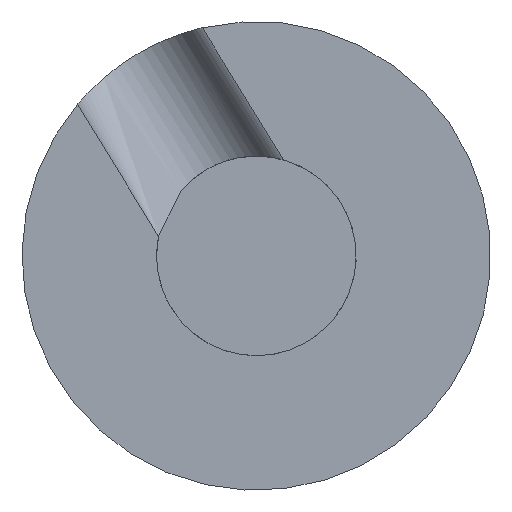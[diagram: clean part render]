
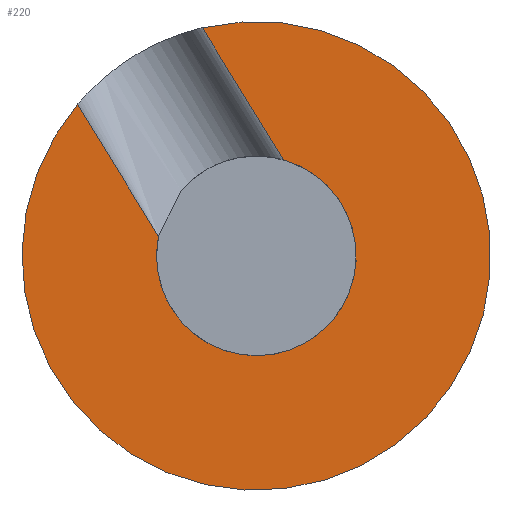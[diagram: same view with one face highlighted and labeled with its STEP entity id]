
A CAD part, left-side view. The second image highlights one B-rep face of the part: STEP entity #220.
In plain terms, the highlighted planar face has unit normal (-1, 0, 0).
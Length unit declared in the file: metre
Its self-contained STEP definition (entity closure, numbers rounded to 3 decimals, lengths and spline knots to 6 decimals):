
#24=PLANE('',#250);
#44=LINE('',#383,#60);
#45=LINE('',#384,#61);
#60=VECTOR('',#296,1.);
#61=VECTOR('',#297,1.);
#99=ORIENTED_EDGE('',*,*,#141,.T.);
#100=ORIENTED_EDGE('',*,*,#142,.F.);
#101=ORIENTED_EDGE('',*,*,#127,.F.);
#102=ORIENTED_EDGE('',*,*,#143,.T.);
#127=EDGE_CURVE('',#155,#156,#171,.T.);
#141=EDGE_CURVE('',#165,#166,#174,.T.);
#142=EDGE_CURVE('',#156,#166,#44,.T.);
#143=EDGE_CURVE('',#155,#165,#45,.T.);
#155=VERTEX_POINT('',#335);
#156=VERTEX_POINT('',#336);
#165=VERTEX_POINT('',#381);
#166=VERTEX_POINT('',#382);
#171=CIRCLE('',#241,0.003175);
#174=CIRCLE('',#251,0.001353);
#185=EDGE_LOOP('',(#99,#100,#101,#102));
#201=FACE_BOUND('',#185,.T.);
#220=ADVANCED_FACE('',(#201),#24,.F.);
#241=AXIS2_PLACEMENT_3D('',#334,#266,#267);
#250=AXIS2_PLACEMENT_3D('',#379,#292,#293);
#251=AXIS2_PLACEMENT_3D('',#380,#294,#295);
#266=DIRECTION('',(1.,0.,0.));
#267=DIRECTION('',(0.,0.,-1.));
#292=DIRECTION('',(1.,0.,0.));
#293=DIRECTION('',(0.,-1.,0.));
#294=DIRECTION('',(1.,0.,0.));
#295=DIRECTION('',(0.,0.,-1.));
#296=DIRECTION('',(0.,-0.523,-0.853));
#297=DIRECTION('',(0.,-0.523,-0.853));
#334=CARTESIAN_POINT('',(-0.018617,0.371618,-0.053446));
#335=CARTESIAN_POINT('',(-0.018617,0.372349,-0.050356));
#336=CARTESIAN_POINT('',(-0.018617,0.374041,-0.051393));
#379=CARTESIAN_POINT('',(-0.018617,0.462564,0.018341));
#380=CARTESIAN_POINT('',(-0.018617,0.371618,-0.053446));
#381=CARTESIAN_POINT('',(-0.018617,0.371253,-0.052144));
#382=CARTESIAN_POINT('',(-0.018617,0.372945,-0.053181));
#383=CARTESIAN_POINT('',(-0.018617,0.37389,-0.051639));
#384=CARTESIAN_POINT('',(-0.018617,0.372198,-0.050602));
